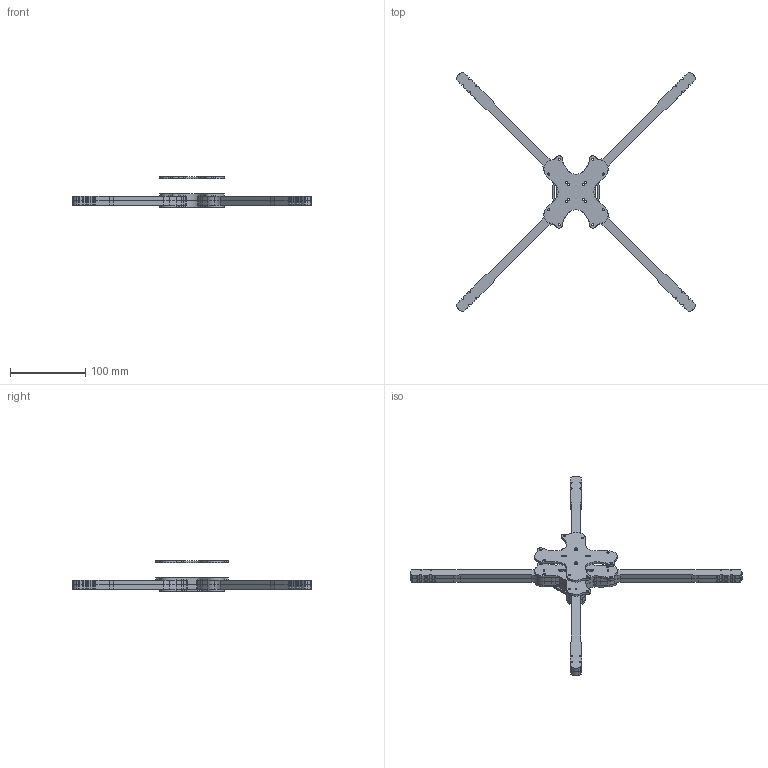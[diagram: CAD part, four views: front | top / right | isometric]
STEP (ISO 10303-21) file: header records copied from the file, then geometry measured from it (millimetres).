
FILE_DESCRIPTION(/* description */ (''),/* implementation_level */ '2;1');
FILE_NAME(/* name */ 'NightStickmax .step',/* time_stamp */ '2023-01-19T13:37:25-05:00',/* author */ (''),/* organization */ (''),/* preprocessor_version */ 'ST-DEVELOPER v19.2',/* originating_system */ 'Autodesk Translation Framework v11.17.0.187',/* authorisation */ '');
FILE_SCHEMA (('AUTOMOTIVE_DESIGN { 1 0 10303 214 3 1 1 }'));
Length unit declared in the file: millimetre
Products named in the file (1): NightStickmax
Bounding box: 317.32 x 317.32 x 41 mm (x, y, z)
Volume: 194972.1 mm3; surface area: 112023.4 mm2
Topology: 11 solids, 11 shells, 828 faces, 2414 edges, 1612 vertices
Faces by surface type: plane 362, cylinder 342, bspline 124
Full cylindrical faces by diameter (mm): 2.5 x5, 3 x57, 3.06 x8
Entity records: 33369 total; most frequent: CARTESIAN_POINT 11591, ORIENTED_EDGE 4828, DIRECTION 4202, EDGE_CURVE 2414, VERTEX_POINT 1612, LINE 1408, VECTOR 1408, AXIS2_PLACEMENT_3D 1397
